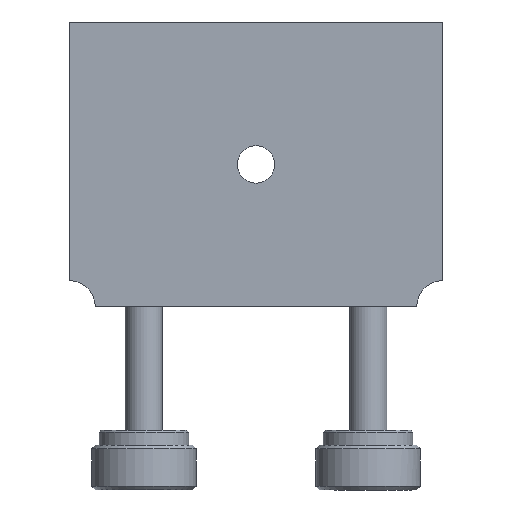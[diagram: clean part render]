
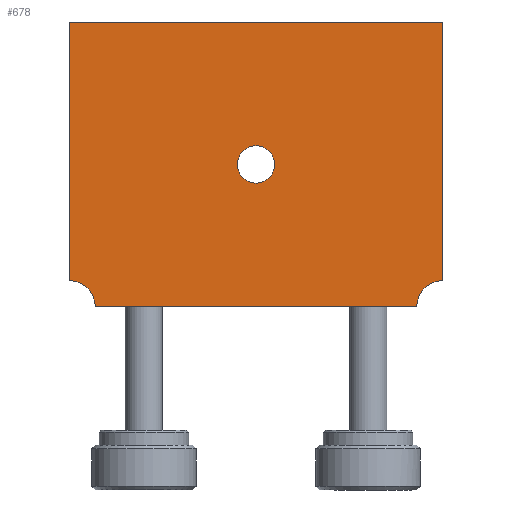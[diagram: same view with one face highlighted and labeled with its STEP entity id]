
A CAD part, front view. The second image highlights one B-rep face of the part: STEP entity #678.
In plain terms, the highlighted planar face has unit normal (0, 1, 0).
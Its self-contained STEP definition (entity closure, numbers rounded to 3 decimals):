
#27 = VECTOR ( 'NONE', #71, 1000. ) ;
#65 = EDGE_CURVE ( 'NONE', #726, #243, #993, .T. ) ;
#71 = DIRECTION ( 'NONE',  ( 0., 0., 1. ) ) ;
#77 = AXIS2_PLACEMENT_3D ( 'NONE', #158, #969, #1097 ) ;
#124 = AXIS2_PLACEMENT_3D ( 'NONE', #664, #186, #923 ) ;
#131 = VECTOR ( 'NONE', #1521, 1000. ) ;
#158 = CARTESIAN_POINT ( 'NONE',  ( 17.864, 12.549, 28.698 ) ) ;
#180 = CARTESIAN_POINT ( 'NONE',  ( -7.136, 12.549, 47.748 ) ) ;
#186 = DIRECTION ( 'NONE',  ( 0., 1., 0. ) ) ;
#189 = VERTEX_POINT ( 'NONE', #1043 ) ;
#203 = CIRCLE ( 'NONE', #554, 3.5 ) ;
#209 = CARTESIAN_POINT ( 'NONE',  ( 17.864, 12.549, 26.198 ) ) ;
#243 = VERTEX_POINT ( 'NONE', #609 ) ;
#247 = CARTESIAN_POINT ( 'NONE',  ( -7.136, 12.549, 9.648 ) ) ;
#315 = LINE ( 'NONE', #795, #27 ) ;
#338 = EDGE_LOOP ( 'NONE', ( #964, #507, #1038, #576, #1420, #761 ) ) ;
#413 = FACE_BOUND ( 'NONE', #568, .T. ) ;
#414 = DIRECTION ( 'NONE',  ( 0., -1., 0. ) ) ;
#415 = EDGE_CURVE ( 'NONE', #950, #726, #1215, .T. ) ;
#460 = EDGE_CURVE ( 'NONE', #1385, #1385, #1500, .T. ) ;
#507 = ORIENTED_EDGE ( 'NONE', *, *, #1336, .T. ) ;
#532 = DIRECTION ( 'NONE',  ( 0., 0., 1. ) ) ;
#554 = AXIS2_PLACEMENT_3D ( 'NONE', #619, #414, #532 ) ;
#561 = CARTESIAN_POINT ( 'NONE',  ( 17.864, 12.549, 9.648 ) ) ;
#568 = EDGE_LOOP ( 'NONE', ( #1147 ) ) ;
#576 = ORIENTED_EDGE ( 'NONE', *, *, #1029, .T. ) ;
#609 = CARTESIAN_POINT ( 'NONE',  ( 42.864, 12.549, 13.148 ) ) ;
#619 = CARTESIAN_POINT ( 'NONE',  ( 42.864, 12.549, 9.648 ) ) ;
#664 = CARTESIAN_POINT ( 'NONE',  ( 17.864, 12.549, 28.698 ) ) ;
#678 = ADVANCED_FACE ( 'NONE', ( #1152, #413 ), #1400, .T. ) ;
#721 = DIRECTION ( 'NONE',  ( 0., 0., 1. ) ) ;
#726 = VERTEX_POINT ( 'NONE', #1081 ) ;
#761 = ORIENTED_EDGE ( 'NONE', *, *, #65, .T. ) ;
#795 = CARTESIAN_POINT ( 'NONE',  ( -7.136, 12.549, 28.698 ) ) ;
#824 = EDGE_CURVE ( 'NONE', #1102, #1322, #1429, .T. ) ;
#834 = CARTESIAN_POINT ( 'NONE',  ( -3.636, 12.549, 9.648 ) ) ;
#847 = VECTOR ( 'NONE', #987, 1000. ) ;
#863 = VECTOR ( 'NONE', #1354, 1000. ) ;
#923 = DIRECTION ( 'NONE',  ( 0., 0., 1. ) ) ;
#950 = VERTEX_POINT ( 'NONE', #180 ) ;
#964 = ORIENTED_EDGE ( 'NONE', *, *, #1472, .T. ) ;
#969 = DIRECTION ( 'NONE',  ( 0., -1., 0. ) ) ;
#987 = DIRECTION ( 'NONE',  ( 0., 0., -1. ) ) ;
#993 = LINE ( 'NONE', #1478, #847 ) ;
#1029 = EDGE_CURVE ( 'NONE', #1322, #950, #315, .T. ) ;
#1038 = ORIENTED_EDGE ( 'NONE', *, *, #824, .T. ) ;
#1043 = CARTESIAN_POINT ( 'NONE',  ( 39.364, 12.549, 9.648 ) ) ;
#1081 = CARTESIAN_POINT ( 'NONE',  ( 42.864, 12.549, 47.748 ) ) ;
#1097 = DIRECTION ( 'NONE',  ( 0., 0., -1. ) ) ;
#1102 = VERTEX_POINT ( 'NONE', #834 ) ;
#1147 = ORIENTED_EDGE ( 'NONE', *, *, #460, .T. ) ;
#1152 = FACE_OUTER_BOUND ( 'NONE', #338, .T. ) ;
#1215 = LINE ( 'NONE', #1367, #863 ) ;
#1301 = LINE ( 'NONE', #561, #131 ) ;
#1322 = VERTEX_POINT ( 'NONE', #1544 ) ;
#1335 = DIRECTION ( 'NONE',  ( 0., -1., 0. ) ) ;
#1336 = EDGE_CURVE ( 'NONE', #189, #1102, #1301, .T. ) ;
#1354 = DIRECTION ( 'NONE',  ( 1., 0., 0. ) ) ;
#1367 = CARTESIAN_POINT ( 'NONE',  ( 17.864, 12.549, 47.748 ) ) ;
#1380 = AXIS2_PLACEMENT_3D ( 'NONE', #247, #1335, #721 ) ;
#1385 = VERTEX_POINT ( 'NONE', #209 ) ;
#1400 = PLANE ( 'NONE',  #124 ) ;
#1420 = ORIENTED_EDGE ( 'NONE', *, *, #415, .T. ) ;
#1429 = CIRCLE ( 'NONE', #1380, 3.5 ) ;
#1472 = EDGE_CURVE ( 'NONE', #243, #189, #203, .T. ) ;
#1478 = CARTESIAN_POINT ( 'NONE',  ( 42.864, 12.549, 28.698 ) ) ;
#1500 = CIRCLE ( 'NONE', #77, 2.5 ) ;
#1521 = DIRECTION ( 'NONE',  ( -1., 0., 0. ) ) ;
#1544 = CARTESIAN_POINT ( 'NONE',  ( -7.136, 12.549, 13.148 ) ) ;
